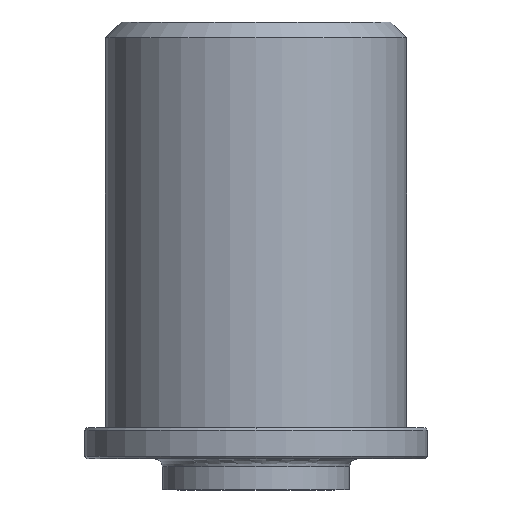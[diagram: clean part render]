
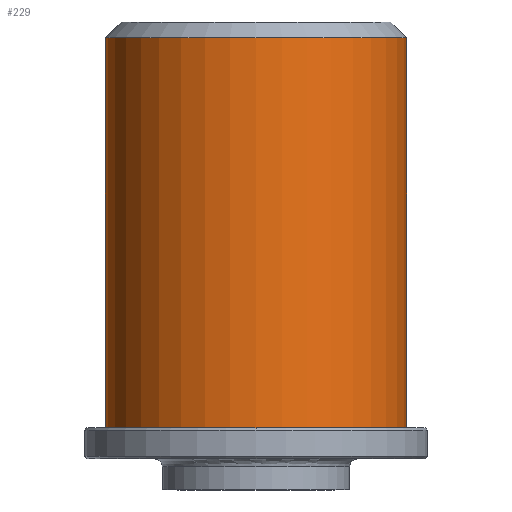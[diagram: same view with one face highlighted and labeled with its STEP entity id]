
A CAD part, front view. The second image highlights one B-rep face of the part: STEP entity #229.
In plain terms, the highlighted cylindrical face has radius 15.316 mm (diameter 30.632 mm), a partial arc.
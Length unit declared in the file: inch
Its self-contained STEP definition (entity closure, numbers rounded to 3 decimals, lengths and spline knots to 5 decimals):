
#35 = EDGE_CURVE ( 'NONE', #354, #827, #651, .T. ) ;
#68 = VECTOR ( 'NONE', #768, 39.37008 ) ;
#70 = EDGE_CURVE ( 'NONE', #583, #86, #287, .T. ) ;
#86 = VERTEX_POINT ( 'NONE', #326 ) ;
#125 = EDGE_CURVE ( 'NONE', #86, #354, #842, .T. ) ;
#161 = ORIENTED_EDGE ( 'NONE', *, *, #70, .T. ) ;
#168 = DIRECTION ( 'NONE',  ( 0., 0., -1. ) ) ;
#175 = CARTESIAN_POINT ( 'NONE',  ( -0.603, 0., 1.6875 ) ) ;
#229 = ADVANCED_FACE ( 'NONE', ( #396 ), #891, .T. ) ;
#245 = AXIS2_PLACEMENT_3D ( 'NONE', #411, #858, #696 ) ;
#287 = CIRCLE ( 'NONE', #245, 0.603 ) ;
#326 = CARTESIAN_POINT ( 'NONE',  ( -0.603, 0., 1.625 ) ) ;
#354 = VERTEX_POINT ( 'NONE', #709 ) ;
#375 = DIRECTION ( 'NONE',  ( -1., 0., 0. ) ) ;
#385 = LINE ( 'NONE', #903, #893 ) ;
#396 = FACE_OUTER_BOUND ( 'NONE', #791, .T. ) ;
#411 = CARTESIAN_POINT ( 'NONE',  ( 0., 0., 1.625 ) ) ;
#423 = CARTESIAN_POINT ( 'NONE',  ( 0.603, 0., 0.0625 ) ) ;
#460 = DIRECTION ( 'NONE',  ( -1., 0., 0. ) ) ;
#461 = AXIS2_PLACEMENT_3D ( 'NONE', #820, #746, #375 ) ;
#467 = DIRECTION ( 'NONE',  ( 0., 0., -1. ) ) ;
#560 = EDGE_CURVE ( 'NONE', #583, #827, #385, .T. ) ;
#579 = ORIENTED_EDGE ( 'NONE', *, *, #125, .T. ) ;
#583 = VERTEX_POINT ( 'NONE', #840 ) ;
#589 = AXIS2_PLACEMENT_3D ( 'NONE', #602, #467, #460 ) ;
#602 = CARTESIAN_POINT ( 'NONE',  ( 0., 0., 1.6875 ) ) ;
#651 = CIRCLE ( 'NONE', #461, 0.603 ) ;
#696 = DIRECTION ( 'NONE',  ( -1., 0., 0. ) ) ;
#709 = CARTESIAN_POINT ( 'NONE',  ( -0.603, 0., 0.0625 ) ) ;
#746 = DIRECTION ( 'NONE',  ( 0., 0., 1. ) ) ;
#768 = DIRECTION ( 'NONE',  ( 0., 0., -1. ) ) ;
#791 = EDGE_LOOP ( 'NONE', ( #876, #161, #579, #848 ) ) ;
#820 = CARTESIAN_POINT ( 'NONE',  ( 0., 0., 0.0625 ) ) ;
#827 = VERTEX_POINT ( 'NONE', #423 ) ;
#840 = CARTESIAN_POINT ( 'NONE',  ( 0.603, 0., 1.625 ) ) ;
#842 = LINE ( 'NONE', #175, #68 ) ;
#848 = ORIENTED_EDGE ( 'NONE', *, *, #35, .T. ) ;
#858 = DIRECTION ( 'NONE',  ( 0., 0., -1. ) ) ;
#876 = ORIENTED_EDGE ( 'NONE', *, *, #560, .F. ) ;
#891 = CYLINDRICAL_SURFACE ( 'NONE', #589, 0.603 ) ;
#893 = VECTOR ( 'NONE', #168, 39.37008 ) ;
#903 = CARTESIAN_POINT ( 'NONE',  ( 0.603, 0., 1.6875 ) ) ;
